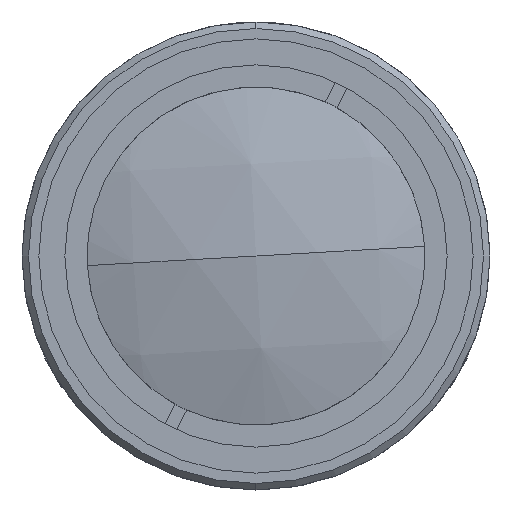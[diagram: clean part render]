
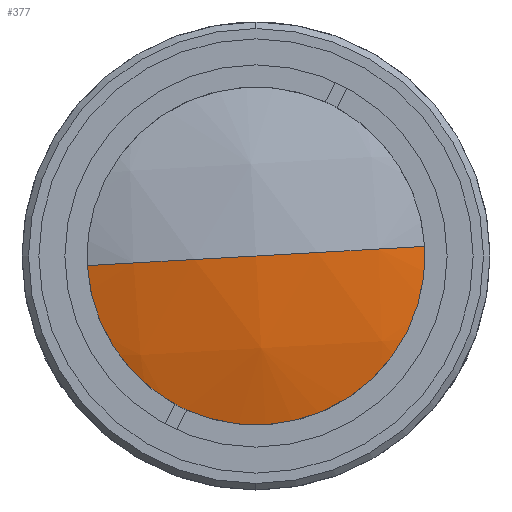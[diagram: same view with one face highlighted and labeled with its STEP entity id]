
A CAD part, left-side view. The second image highlights one B-rep face of the part: STEP entity #377.
In plain terms, the highlighted spherical face has radius 43.203 mm.
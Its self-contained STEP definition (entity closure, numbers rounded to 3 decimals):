
#151 = CIRCLE ( 'NONE', #4349, 14. ) ;
#160 = CIRCLE ( 'NONE', #3786, 43.203 ) ;
#180 = ORIENTED_EDGE ( 'NONE', *, *, #4074, .T. ) ;
#268 = ORIENTED_EDGE ( 'NONE', *, *, #2470, .F. ) ;
#377 = ADVANCED_FACE ( 'NONE', ( #2979 ), #3647, .T. ) ;
#472 = DIRECTION ( 'NONE',  ( -1., 0., 0. ) ) ;
#794 = AXIS2_PLACEMENT_3D ( 'NONE', #1102, #2915, #2551 ) ;
#801 = ORIENTED_EDGE ( 'NONE', *, *, #1117, .T. ) ;
#1088 = CARTESIAN_POINT ( 'NONE',  ( 11.331, 0., 0. ) ) ;
#1102 = CARTESIAN_POINT ( 'NONE',  ( 52.203, 0., 0. ) ) ;
#1117 = EDGE_CURVE ( 'NONE', #1286, #2306, #151, .T. ) ;
#1232 = CIRCLE ( 'NONE', #794, 43.203 ) ;
#1286 = VERTEX_POINT ( 'NONE', #3472 ) ;
#1513 = DIRECTION ( 'NONE',  ( 0., 0.057, 0.998 ) ) ;
#1530 = CARTESIAN_POINT ( 'NONE',  ( 52.203, 0., 0. ) ) ;
#1570 = DIRECTION ( 'NONE',  ( 0., 0.998, -0.057 ) ) ;
#1824 = AXIS2_PLACEMENT_3D ( 'NONE', #1530, #2225, #1570 ) ;
#2225 = DIRECTION ( 'NONE',  ( 0., -0.057, -0.998 ) ) ;
#2306 = VERTEX_POINT ( 'NONE', #2325 ) ;
#2325 = CARTESIAN_POINT ( 'NONE',  ( 11.331, -13.977, 0.794 ) ) ;
#2470 = EDGE_CURVE ( 'NONE', #1286, #2999, #160, .T. ) ;
#2551 = DIRECTION ( 'NONE',  ( 0., 0.998, -0.057 ) ) ;
#2735 = CARTESIAN_POINT ( 'NONE',  ( 52.203, 0., 0. ) ) ;
#2811 = DIRECTION ( 'NONE',  ( 0., 0.057, 0.998 ) ) ;
#2915 = DIRECTION ( 'NONE',  ( 0., -0.057, -0.998 ) ) ;
#2951 = CARTESIAN_POINT ( 'NONE',  ( 9., 0., 0. ) ) ;
#2979 = FACE_OUTER_BOUND ( 'NONE', #3895, .T. ) ;
#2999 = VERTEX_POINT ( 'NONE', #2951 ) ;
#3472 = CARTESIAN_POINT ( 'NONE',  ( 11.331, 13.977, -0.794 ) ) ;
#3647 = SPHERICAL_SURFACE ( 'NONE', #1824, 43.203 ) ;
#3786 = AXIS2_PLACEMENT_3D ( 'NONE', #2735, #2811, #3807 ) ;
#3807 = DIRECTION ( 'NONE',  ( 0., -0.998, 0.057 ) ) ;
#3895 = EDGE_LOOP ( 'NONE', ( #801, #180, #268 ) ) ;
#4074 = EDGE_CURVE ( 'NONE', #2306, #2999, #1232, .T. ) ;
#4349 = AXIS2_PLACEMENT_3D ( 'NONE', #1088, #472, #1513 ) ;
